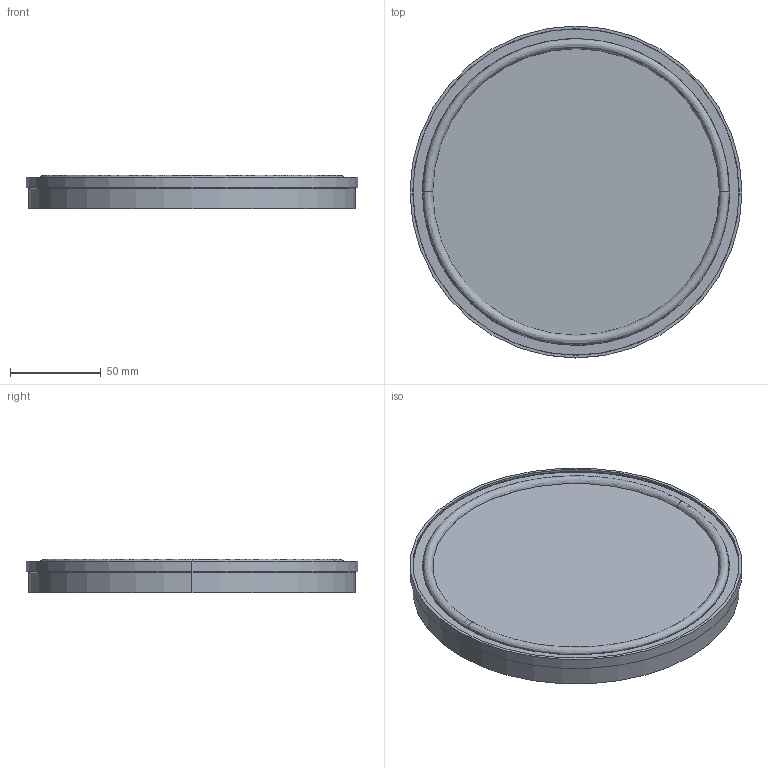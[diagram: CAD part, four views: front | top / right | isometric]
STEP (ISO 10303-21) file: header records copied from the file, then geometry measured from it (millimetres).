
FILE_DESCRIPTION (( 'STEP AP214' ), '1' );
FILE_NAME ('120-VPGO-ISO160.STEP', '2019-11-22T12:04:47', ( 'allectra' ), ( 'Microsoft' ), 'SwSTEP 2.0', 'SolidWorks 2014', '' );
FILE_SCHEMA (( 'AUTOMOTIVE_DESIGN' ));
Length unit declared in the file: millimetre
Products named in the file (1): 120-VPGO-ISO160
Bounding box: 183 x 183 x 18.53 mm (x, y, z)
Volume: 296040.4 mm3; surface area: 84399.3 mm2
Topology: 2 solids, 2 shells, 43 faces, 88 edges, 54 vertices
Faces by surface type: bspline 14, cylinder 14, plane 9, cone 6
Entity records: 3034 total; most frequent: CARTESIAN_POINT 1624, DIRECTION 200, ORIENTED_EDGE 176, AXIS2_PLACEMENT_3D 90, EDGE_CURVE 88, CIRCLE 60, VERTEX_POINT 54, EDGE_LOOP 50
